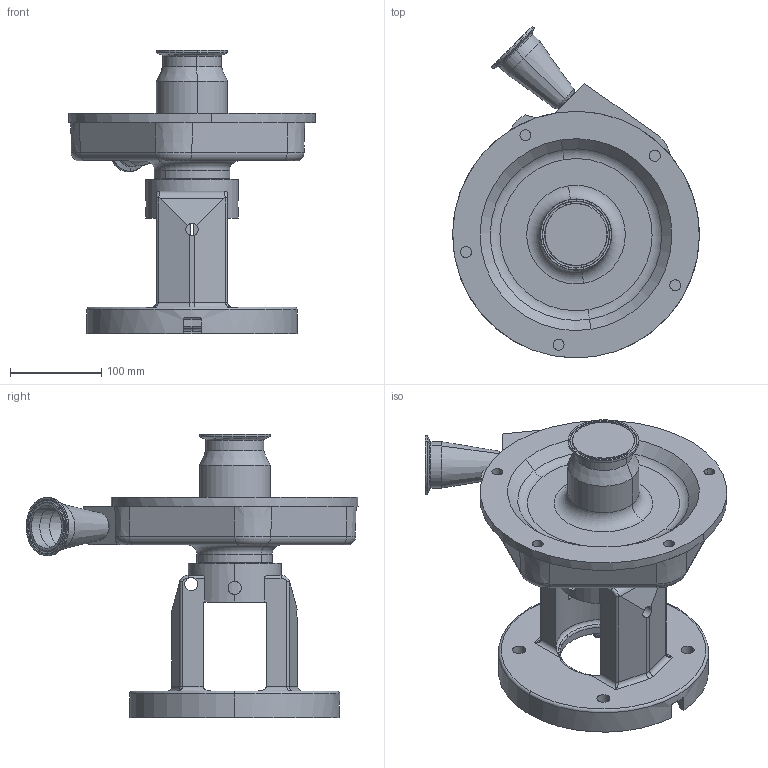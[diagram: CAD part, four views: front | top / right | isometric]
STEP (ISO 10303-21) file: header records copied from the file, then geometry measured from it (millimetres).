
FILE_DESCRIPTION (( 'STEP AP214' ), '1' );
FILE_NAME ('FPX 741-742 250TC 45L.STEP', '2022-12-16T17:40:29', ( '' ), ( '' ), 'SwSTEP 2.0', 'SolidWorks 2021', '' );
FILE_SCHEMA (( 'AUTOMOTIVE_DESIGN' ));
Length unit declared in the file: millimetre
Products named in the file (2): FPX 741-742 250TC 45L; FPX 740 250TC 45L^1275000082.STEP
Assembly tree (1 placements, depth 2):
  FPX 741-742 250TC 45L
    FPX 740 250TC 45L^1275000082.STEP
Bounding box: 269.96 x 363.35 x 310 mm (x, y, z)
Volume: 3817584.4 mm3; surface area: 485180.2 mm2
Topology: 1 solids, 2 shells, 365 faces, 897 edges, 531 vertices
Faces by surface type: cylinder 140, torus 93, plane 69, cone 37, bspline 19, sphere 7
Entity records: 18368 total; most frequent: CARTESIAN_POINT 9701, DIRECTION 1916, ORIENTED_EDGE 1778, EDGE_CURVE 889, AXIS2_PLACEMENT_3D 808, VERTEX_POINT 530, CIRCLE 458, EDGE_LOOP 393
